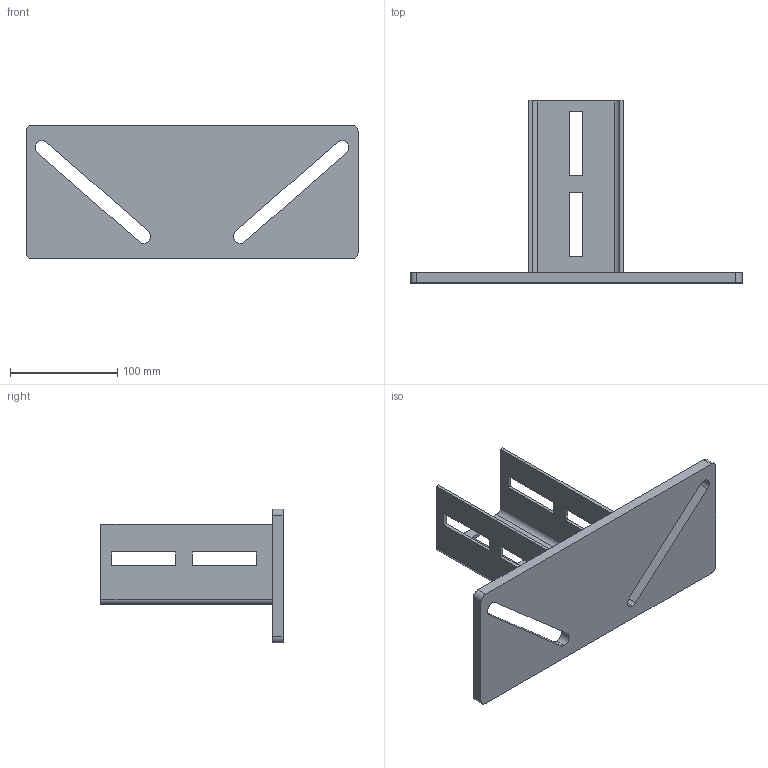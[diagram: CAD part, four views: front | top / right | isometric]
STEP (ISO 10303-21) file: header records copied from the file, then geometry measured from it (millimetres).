
FILE_DESCRIPTION (( 'STEP AP214' ), '1' );
FILE_NAME ('R954-185.STEP', '2024-05-31T08:03:42', ( '' ), ( '' ), 'SwSTEP 2.0', 'SolidWorks 2024', '' );
FILE_SCHEMA (( 'AUTOMOTIVE_DESIGN' ));
Length unit declared in the file: millimetre
Products named in the file (1): R954-185
Bounding box: 310 x 170 x 125 mm (x, y, z)
Volume: 449057.1 mm3; surface area: 151901.8 mm2
Topology: 1 solids, 1 shells, 57 faces, 162 edges, 108 vertices
Faces by surface type: plane 43, cylinder 14
Entity records: 1899 total; most frequent: CARTESIAN_POINT 328, ORIENTED_EDGE 324, DIRECTION 306, EDGE_CURVE 162, VECTOR 134, LINE 134, VERTEX_POINT 108, AXIS2_PLACEMENT_3D 86
